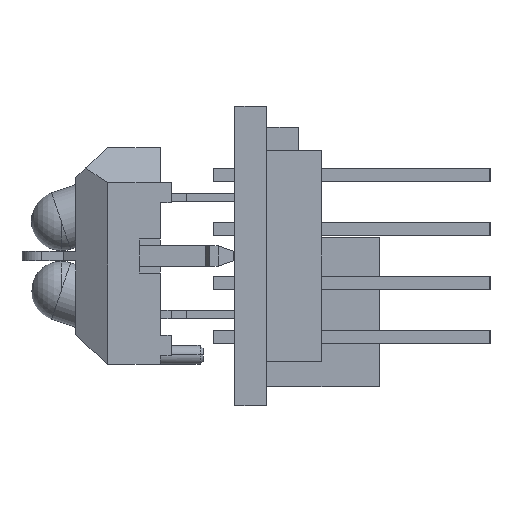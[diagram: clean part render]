
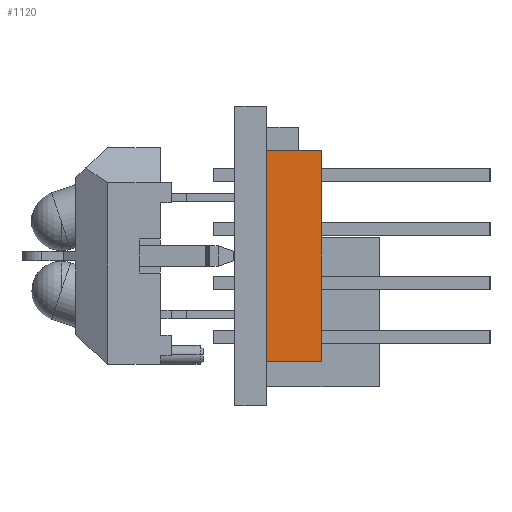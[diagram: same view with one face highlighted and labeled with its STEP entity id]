
A CAD part, left-side view. The second image highlights one B-rep face of the part: STEP entity #1120.
In plain terms, the highlighted planar face has unit normal (-1, 0, 0).
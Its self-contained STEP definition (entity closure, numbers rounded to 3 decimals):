
#50 = EDGE_CURVE ( 'NONE', #5569, #5049, #2095, .T. ) ;
#169 = CARTESIAN_POINT ( 'NONE',  ( 0.5, 12., 2.6 ) ) ;
#233 = VECTOR ( 'NONE', #6896, 1000. ) ;
#1070 = VECTOR ( 'NONE', #2752, 1000. ) ;
#1120 = ADVANCED_FACE ( 'NONE', ( #2721 ), #1868, .F. ) ;
#1240 = CARTESIAN_POINT ( 'NONE',  ( 0.5, 12., 2.6 ) ) ;
#1390 = CARTESIAN_POINT ( 'NONE',  ( 0.5, 12., 0. ) ) ;
#1453 = AXIS2_PLACEMENT_3D ( 'NONE', #6642, #1494, #7273 ) ;
#1494 = DIRECTION ( 'NONE',  ( 1., 0., 0. ) ) ;
#1868 = PLANE ( 'NONE',  #1453 ) ;
#1948 = ORIENTED_EDGE ( 'NONE', *, *, #5360, .T. ) ;
#2015 = VERTEX_POINT ( 'NONE', #1240 ) ;
#2095 = LINE ( 'NONE', #2778, #6839 ) ;
#2507 = LINE ( 'NONE', #3169, #233 ) ;
#2598 = CARTESIAN_POINT ( 'NONE',  ( 0.5, 7.05, 0. ) ) ;
#2721 = FACE_OUTER_BOUND ( 'NONE', #4624, .T. ) ;
#2752 = DIRECTION ( 'NONE',  ( 0., 0., -1. ) ) ;
#2778 = CARTESIAN_POINT ( 'NONE',  ( 0.5, 2.1, 2.6 ) ) ;
#3076 = ORIENTED_EDGE ( 'NONE', *, *, #6203, .F. ) ;
#3169 = CARTESIAN_POINT ( 'NONE',  ( 0.5, 7.05, 2.6 ) ) ;
#3222 = DIRECTION ( 'NONE',  ( 0., -1., 0. ) ) ;
#4191 = VERTEX_POINT ( 'NONE', #1390 ) ;
#4624 = EDGE_LOOP ( 'NONE', ( #7726, #7384, #3076, #1948 ) ) ;
#4652 = DIRECTION ( 'NONE',  ( 0., 0., -1. ) ) ;
#4991 = EDGE_CURVE ( 'NONE', #4191, #5049, #6480, .T. ) ;
#5049 = VERTEX_POINT ( 'NONE', #7872 ) ;
#5360 = EDGE_CURVE ( 'NONE', #2015, #4191, #7228, .T. ) ;
#5569 = VERTEX_POINT ( 'NONE', #7580 ) ;
#5876 = VECTOR ( 'NONE', #3222, 1000. ) ;
#6203 = EDGE_CURVE ( 'NONE', #2015, #5569, #2507, .T. ) ;
#6480 = LINE ( 'NONE', #2598, #5876 ) ;
#6642 = CARTESIAN_POINT ( 'NONE',  ( 0.5, 7.05, 2.6 ) ) ;
#6839 = VECTOR ( 'NONE', #4652, 1000. ) ;
#6896 = DIRECTION ( 'NONE',  ( 0., -1., 0. ) ) ;
#7228 = LINE ( 'NONE', #169, #1070 ) ;
#7273 = DIRECTION ( 'NONE',  ( 0., 1., 0. ) ) ;
#7384 = ORIENTED_EDGE ( 'NONE', *, *, #50, .F. ) ;
#7580 = CARTESIAN_POINT ( 'NONE',  ( 0.5, 2.1, 2.6 ) ) ;
#7726 = ORIENTED_EDGE ( 'NONE', *, *, #4991, .T. ) ;
#7872 = CARTESIAN_POINT ( 'NONE',  ( 0.5, 2.1, 0. ) ) ;
